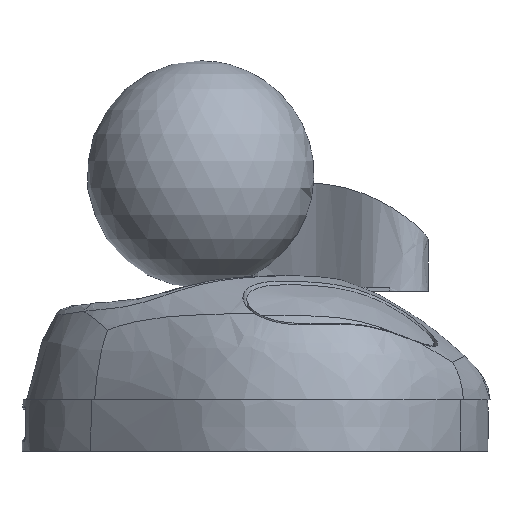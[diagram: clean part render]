
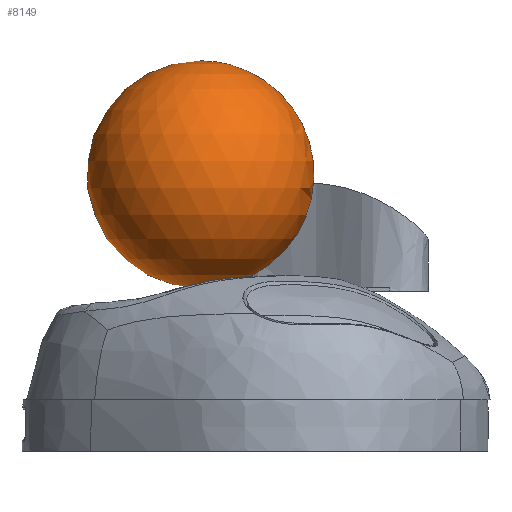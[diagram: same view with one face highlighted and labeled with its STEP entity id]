
A CAD part, front view. The second image highlights one B-rep face of the part: STEP entity #8149.
In plain terms, the highlighted spherical face has radius 28.6 mm.
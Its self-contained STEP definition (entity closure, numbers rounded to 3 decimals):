
#8037=CARTESIAN_POINT('',(0.483,1.233,63.669));
#8038=DIRECTION('',(0.,0.,1.));
#8039=DIRECTION('',(1.,0.,-0.));
#8040=AXIS2_PLACEMENT_3D('',#8037,#8038,#8039);
#8041=SPHERICAL_SURFACE('',#8040,28.6);
#8042=CARTESIAN_POINT('',(0.483,1.233,35.069));
#8043=VERTEX_POINT('',#8042);
#8044=CARTESIAN_POINT('',(0.483,1.233,92.269));
#8045=VERTEX_POINT('',#8044);
#8046=CARTESIAN_POINT('',(0.483,1.233,35.069));
#8047=CARTESIAN_POINT('',(1.419,1.233,35.069));
#8048=CARTESIAN_POINT('',(2.355,1.233,35.114));
#8049=CARTESIAN_POINT('',(3.286,1.233,35.206));
#8050=CARTESIAN_POINT('',(4.218,1.233,35.298));
#8051=CARTESIAN_POINT('',(5.144,1.233,35.435));
#8052=CARTESIAN_POINT('',(6.062,1.233,35.618));
#8053=CARTESIAN_POINT('',(6.98,1.233,35.801));
#8054=CARTESIAN_POINT('',(7.889,1.233,36.028));
#8055=CARTESIAN_POINT('',(8.785,1.233,36.3));
#8056=CARTESIAN_POINT('',(9.681,1.233,36.572));
#8057=CARTESIAN_POINT('',(10.563,1.233,36.887));
#8058=CARTESIAN_POINT('',(11.428,1.233,37.246));
#8059=CARTESIAN_POINT('',(12.292,1.233,37.604));
#8060=CARTESIAN_POINT('',(13.139,1.233,38.004));
#8061=CARTESIAN_POINT('',(13.965,1.233,38.446));
#8062=CARTESIAN_POINT('',(14.79,1.233,38.887));
#8063=CARTESIAN_POINT('',(15.594,1.233,39.369));
#8064=CARTESIAN_POINT('',(16.372,1.233,39.888));
#8065=CARTESIAN_POINT('',(17.15,1.233,40.408));
#8066=CARTESIAN_POINT('',(17.903,1.233,40.967));
#8067=CARTESIAN_POINT('',(18.626,1.233,41.56));
#8068=CARTESIAN_POINT('',(19.35,1.233,42.154));
#8069=CARTESIAN_POINT('',(20.044,1.233,42.783));
#8070=CARTESIAN_POINT('',(20.706,1.233,43.445));
#8071=CARTESIAN_POINT('',(21.368,1.233,44.107));
#8072=CARTESIAN_POINT('',(21.997,1.233,44.801));
#8073=CARTESIAN_POINT('',(22.591,1.233,45.525));
#8074=CARTESIAN_POINT('',(23.185,1.233,46.248));
#8075=CARTESIAN_POINT('',(23.743,1.233,47.001));
#8076=CARTESIAN_POINT('',(24.263,1.233,47.779));
#8077=CARTESIAN_POINT('',(24.783,1.233,48.557));
#8078=CARTESIAN_POINT('',(25.265,1.233,49.361));
#8079=CARTESIAN_POINT('',(25.706,1.233,50.187));
#8080=CARTESIAN_POINT('',(26.147,1.233,51.012));
#8081=CARTESIAN_POINT('',(26.548,1.233,51.859));
#8082=CARTESIAN_POINT('',(26.906,1.233,52.724));
#8083=CARTESIAN_POINT('',(27.264,1.233,53.588));
#8084=CARTESIAN_POINT('',(27.58,1.233,54.471));
#8085=CARTESIAN_POINT('',(27.851,1.233,55.366));
#8086=CARTESIAN_POINT('',(28.123,1.233,56.262));
#8087=CARTESIAN_POINT('',(28.351,1.233,57.171));
#8088=CARTESIAN_POINT('',(28.533,1.233,58.089));
#8089=CARTESIAN_POINT('',(28.716,1.233,59.007));
#8090=CARTESIAN_POINT('',(28.853,1.233,59.934));
#8091=CARTESIAN_POINT('',(28.945,1.233,60.865));
#8092=CARTESIAN_POINT('',(29.037,1.233,61.797));
#8093=CARTESIAN_POINT('',(29.083,1.233,62.733));
#8094=CARTESIAN_POINT('',(29.083,1.233,63.669));
#8095=CARTESIAN_POINT('',(29.083,1.233,64.604));
#8096=CARTESIAN_POINT('',(29.037,1.233,65.54));
#8097=CARTESIAN_POINT('',(28.945,1.233,66.472));
#8098=CARTESIAN_POINT('',(28.853,1.233,67.403));
#8099=CARTESIAN_POINT('',(28.716,1.233,68.33));
#8100=CARTESIAN_POINT('',(28.533,1.233,69.248));
#8101=CARTESIAN_POINT('',(28.351,1.233,70.166));
#8102=CARTESIAN_POINT('',(28.123,1.233,71.075));
#8103=CARTESIAN_POINT('',(27.851,1.233,71.971));
#8104=CARTESIAN_POINT('',(27.58,1.233,72.866));
#8105=CARTESIAN_POINT('',(27.264,1.233,73.749));
#8106=CARTESIAN_POINT('',(26.906,1.233,74.613));
#8107=CARTESIAN_POINT('',(26.548,1.233,75.478));
#8108=CARTESIAN_POINT('',(26.147,1.233,76.325));
#8109=CARTESIAN_POINT('',(25.706,1.233,77.15));
#8110=CARTESIAN_POINT('',(25.265,1.233,77.976));
#8111=CARTESIAN_POINT('',(24.783,1.233,78.78));
#8112=CARTESIAN_POINT('',(24.263,1.233,79.558));
#8113=CARTESIAN_POINT('',(23.743,1.233,80.336));
#8114=CARTESIAN_POINT('',(23.185,1.233,81.089));
#8115=CARTESIAN_POINT('',(22.591,1.233,81.812));
#8116=CARTESIAN_POINT('',(21.997,1.233,82.536));
#8117=CARTESIAN_POINT('',(21.368,1.233,83.23));
#8118=CARTESIAN_POINT('',(20.706,1.233,83.892));
#8119=CARTESIAN_POINT('',(20.044,1.233,84.554));
#8120=CARTESIAN_POINT('',(19.35,1.233,85.183));
#8121=CARTESIAN_POINT('',(18.626,1.233,85.777));
#8122=CARTESIAN_POINT('',(17.903,1.233,86.37));
#8123=CARTESIAN_POINT('',(17.15,1.233,86.929));
#8124=CARTESIAN_POINT('',(16.372,1.233,87.449));
#8125=CARTESIAN_POINT('',(15.594,1.233,87.969));
#8126=CARTESIAN_POINT('',(14.79,1.233,88.45));
#8127=CARTESIAN_POINT('',(13.965,1.233,88.891));
#8128=CARTESIAN_POINT('',(13.139,1.233,89.333));
#8129=CARTESIAN_POINT('',(12.292,1.233,89.733));
#8130=CARTESIAN_POINT('',(11.428,1.233,90.091));
#8131=CARTESIAN_POINT('',(10.563,1.233,90.45));
#8132=CARTESIAN_POINT('',(9.681,1.233,90.765));
#8133=CARTESIAN_POINT('',(8.785,1.233,91.037));
#8134=CARTESIAN_POINT('',(7.889,1.233,91.309));
#8135=CARTESIAN_POINT('',(6.98,1.233,91.536));
#8136=CARTESIAN_POINT('',(6.062,1.233,91.719));
#8137=CARTESIAN_POINT('',(5.144,1.233,91.902));
#8138=CARTESIAN_POINT('',(4.218,1.233,92.039));
#8139=CARTESIAN_POINT('',(3.286,1.233,92.131));
#8140=CARTESIAN_POINT('',(2.355,1.233,92.223));
#8141=CARTESIAN_POINT('',(1.419,1.233,92.269));
#8142=CARTESIAN_POINT('',(0.483,1.233,92.269));
#8143=B_SPLINE_CURVE_WITH_KNOTS('',3,(#8046,#8047,#8048,#8049,#8050,#8051,#8052,#8053,#8054,#8055,#8056,#8057,#8058,#8059,#8060,#8061,#8062,#8063,#8064,#8065,#8066,#8067,#8068,#8069,#8070,#8071,
#8072,#8073,#8074,#8075,#8076,#8077,#8078,#8079,#8080,#8081,#8082,#8083,#8084,#8085,#8086,#8087,#8088,#8089,#8090,#8091,#8092,#8093,#8094,#8095,#8096,
#8097,#8098,#8099,#8100,#8101,#8102,#8103,#8104,#8105,#8106,#8107,#8108,#8109,#8110,#8111,#8112,#8113,#8114,#8115,#8116,#8117,#8118,#8119,#8120,#8121,
#8122,#8123,#8124,#8125,#8126,#8127,#8128,#8129,#8130,#8131,#8132,#8133,#8134,#8135,#8136,#8137,#8138,#8139,#8140,#8141,#8142),.UNSPECIFIED.,.F.,.F.,(4,3,3,3,3,3,3,3,3,3,3,3,3,3,3,3,3,3,3,3,3,3,3,3,3,3,
3,3,3,3,3,3,4),(0.,0.031,0.063,0.094,0.125,0.156,0.188,0.219,0.25,0.281,0.313,0.344,0.375,0.406,0.438,0.469,0.5,0.531,0.563,0.594,0.625,0.656,0.688,0.719,0.75,0.781,
0.813,0.844,0.875,0.906,0.938,0.969,1.),.UNSPECIFIED.);
#8144=EDGE_CURVE('',#8043,#8045,#8143,.T.);
#8145=ORIENTED_EDGE('',*,*,#8144,.T.);
#8146=ORIENTED_EDGE('',*,*,#8144,.F.);
#8147=EDGE_LOOP('',(#8145,#8146));
#8148=FACE_BOUND('',#8147,.T.);
#8149=ADVANCED_FACE('',(#8148),#8041,.T.);
